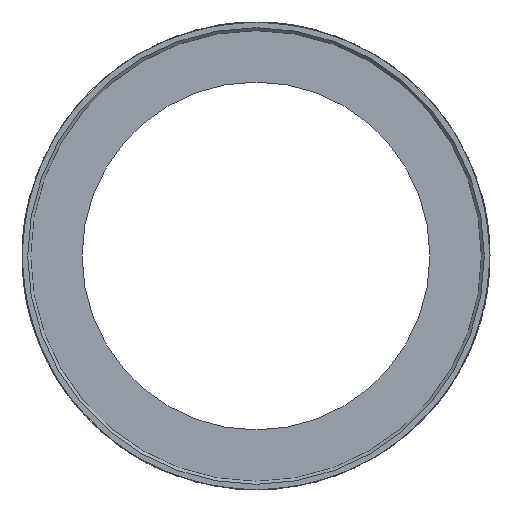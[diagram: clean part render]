
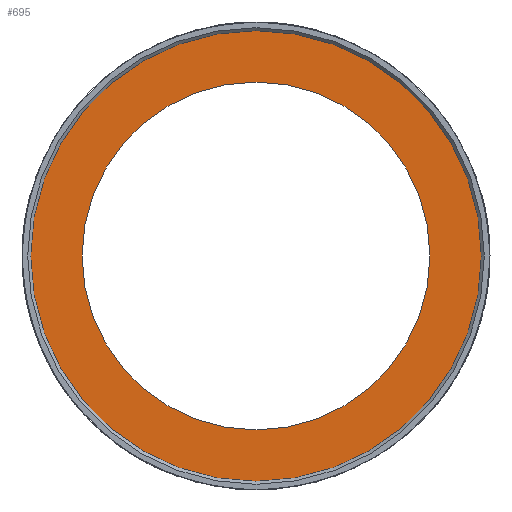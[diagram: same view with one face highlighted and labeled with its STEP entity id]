
A CAD part, left-side view. The second image highlights one B-rep face of the part: STEP entity #695.
In plain terms, the highlighted planar face has unit normal (-1, 0, 0).
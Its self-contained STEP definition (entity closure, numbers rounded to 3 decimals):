
#695=ADVANCED_FACE('',(#795,#796),#781,.F.);
#781=PLANE('',#2958);
#795=FACE_BOUND('',#919,.T.);
#796=FACE_BOUND('',#920,.T.);
#919=EDGE_LOOP('',(#1099));
#920=EDGE_LOOP('',(#1100));
#1099=ORIENTED_EDGE('',*,*,#2473,.F.);
#1100=ORIENTED_EDGE('',*,*,#2472,.T.);
#2012=VERTEX_POINT('',#3288);
#2013=VERTEX_POINT('',#3291);
#2472=EDGE_CURVE('',#2012,#2012,#2932,.T.);
#2473=EDGE_CURVE('',#2013,#2013,#2933,.T.);
#2932=CIRCLE('',#2955,36.1);
#2933=CIRCLE('',#2957,27.5);
#2955=AXIS2_PLACEMENT_3D('',#3287,#3074,#3075);
#2957=AXIS2_PLACEMENT_3D('',#3290,#3078,#3079);
#2958=AXIS2_PLACEMENT_3D('',#3292,#3080,#3081);
#3074=DIRECTION('',(-1.,0.,0.));
#3075=DIRECTION('',(0.,0.,1.));
#3078=DIRECTION('',(-1.,0.,0.));
#3079=DIRECTION('',(0.,0.,1.));
#3080=DIRECTION('',(1.,0.,0.));
#3081=DIRECTION('',(0.,0.,-1.));
#3287=CARTESIAN_POINT('',(4.,0.,0.));
#3288=CARTESIAN_POINT('',(4.,0.,36.1));
#3290=CARTESIAN_POINT('',(4.,0.,0.));
#3291=CARTESIAN_POINT('',(4.,0.,27.5));
#3292=CARTESIAN_POINT('',(4.,36.1,0.));
